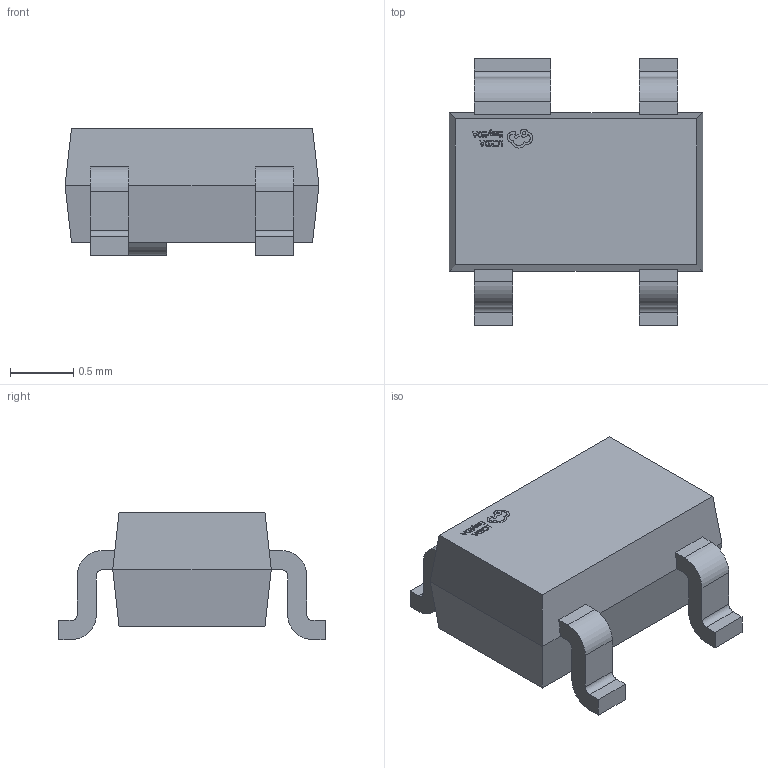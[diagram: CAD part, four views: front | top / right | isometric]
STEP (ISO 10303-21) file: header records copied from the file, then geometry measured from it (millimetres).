
FILE_DESCRIPTION (( 'STEP AP214' ), '1' );
FILE_NAME ('SOT-343-4_L2.0-W1.3-H0.9-P1.30-LS2.1-BL.step', '2022-07-26T11:11:27', ( '' ), ( '' ), 'SwSTEP 2.0', 'SolidWorks 2020', '' );
FILE_SCHEMA (( 'AUTOMOTIVE_DESIGN' ));
Length unit declared in the file: millimetre
Products named in the file (1): SOT-343-4_L2.0-W1.3-H0.9-P1.30-LS2.1-BL
Bounding box: 2 x 2.1 x 1 mm (x, y, z)
Volume: 2.3 mm3; surface area: 13.8 mm2
Topology: 14 solids, 14 shells, 300 faces, 835 edges, 570 vertices
Faces by surface type: plane 186, bspline 98, cylinder 16
Entity records: 13119 total; most frequent: CARTESIAN_POINT 3208, ORIENTED_EDGE 1670, DIRECTION 1059, EDGE_CURVE 835, LINE 589, VECTOR 589, VERTEX_POINT 570, EDGE_LOOP 319
